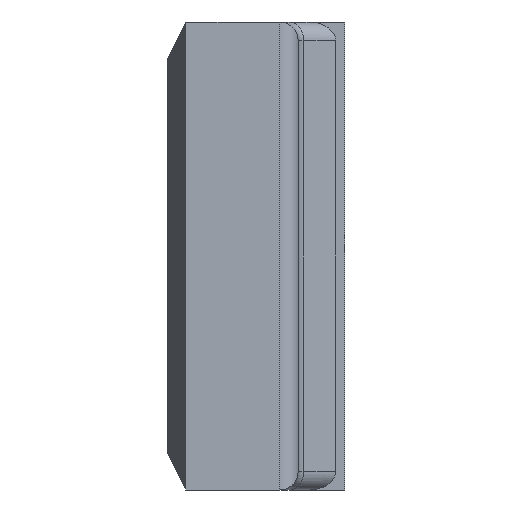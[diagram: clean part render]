
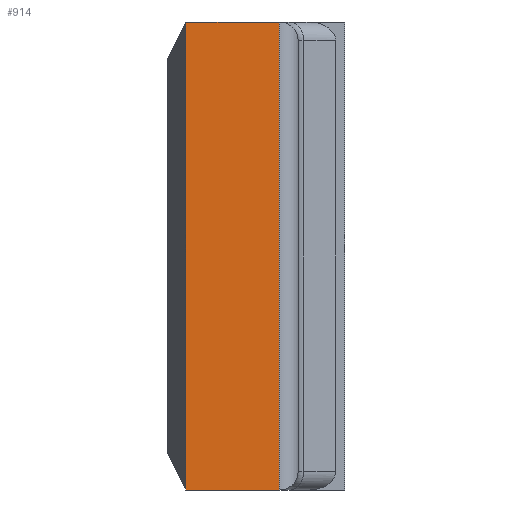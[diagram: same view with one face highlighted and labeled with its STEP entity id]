
A CAD part, left-side view. The second image highlights one B-rep face of the part: STEP entity #914.
In plain terms, the highlighted planar face has unit normal (-1, 0, 0).
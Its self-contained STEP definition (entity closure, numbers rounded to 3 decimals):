
#20 = CARTESIAN_POINT ( 'NONE',  ( -675., 70., -125. ) ) ;
#49 = CARTESIAN_POINT ( 'NONE',  ( -675., 70., -125. ) ) ;
#65 = FACE_OUTER_BOUND ( 'NONE', #858, .T. ) ;
#204 = AXIS2_PLACEMENT_3D ( 'NONE', #49, #859, #310 ) ;
#243 = LINE ( 'NONE', #664, #902 ) ;
#245 = LINE ( 'NONE', #20, #991 ) ;
#257 = VECTOR ( 'NONE', #353, 1000. ) ;
#263 = EDGE_CURVE ( 'NONE', #1290, #834, #245, .T. ) ;
#266 = CARTESIAN_POINT ( 'NONE',  ( -675., 10., -125. ) ) ;
#310 = DIRECTION ( 'NONE',  ( 0., 0., -1. ) ) ;
#328 = CARTESIAN_POINT ( 'NONE',  ( -675., 70., 125. ) ) ;
#353 = DIRECTION ( 'NONE',  ( 0., -1., 0. ) ) ;
#451 = VERTEX_POINT ( 'NONE', #1297 ) ;
#483 = ORIENTED_EDGE ( 'NONE', *, *, #1164, .T. ) ;
#523 = PLANE ( 'NONE',  #204 ) ;
#546 = LINE ( 'NONE', #328, #257 ) ;
#603 = LINE ( 'NONE', #266, #1254 ) ;
#609 = CARTESIAN_POINT ( 'NONE',  ( -675., 60., -125. ) ) ;
#610 = EDGE_CURVE ( 'NONE', #451, #1290, #243, .T. ) ;
#664 = CARTESIAN_POINT ( 'NONE',  ( -675., 60., -125. ) ) ;
#690 = CARTESIAN_POINT ( 'NONE',  ( -675., 10., -125. ) ) ;
#710 = DIRECTION ( 'NONE',  ( 0., 0., 1. ) ) ;
#711 = ORIENTED_EDGE ( 'NONE', *, *, #263, .T. ) ;
#834 = VERTEX_POINT ( 'NONE', #690 ) ;
#858 = EDGE_LOOP ( 'NONE', ( #711, #483, #1320, #940 ) ) ;
#859 = DIRECTION ( 'NONE',  ( 1., 0., 0. ) ) ;
#902 = VECTOR ( 'NONE', #1230, 1000. ) ;
#907 = DIRECTION ( 'NONE',  ( 0., -1., 0. ) ) ;
#914 = ADVANCED_FACE ( 'NONE', ( #65 ), #523, .F. ) ;
#940 = ORIENTED_EDGE ( 'NONE', *, *, #610, .T. ) ;
#991 = VECTOR ( 'NONE', #907, 1000. ) ;
#1038 = EDGE_CURVE ( 'NONE', #451, #1365, #546, .T. ) ;
#1159 = CARTESIAN_POINT ( 'NONE',  ( -675., 10., 125. ) ) ;
#1164 = EDGE_CURVE ( 'NONE', #834, #1365, #603, .T. ) ;
#1230 = DIRECTION ( 'NONE',  ( 0., 0., -1. ) ) ;
#1254 = VECTOR ( 'NONE', #710, 1000. ) ;
#1290 = VERTEX_POINT ( 'NONE', #609 ) ;
#1297 = CARTESIAN_POINT ( 'NONE',  ( -675., 60., 125. ) ) ;
#1320 = ORIENTED_EDGE ( 'NONE', *, *, #1038, .F. ) ;
#1365 = VERTEX_POINT ( 'NONE', #1159 ) ;
